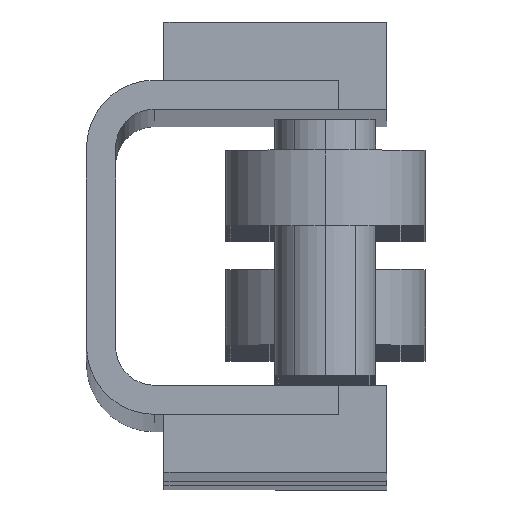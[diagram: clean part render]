
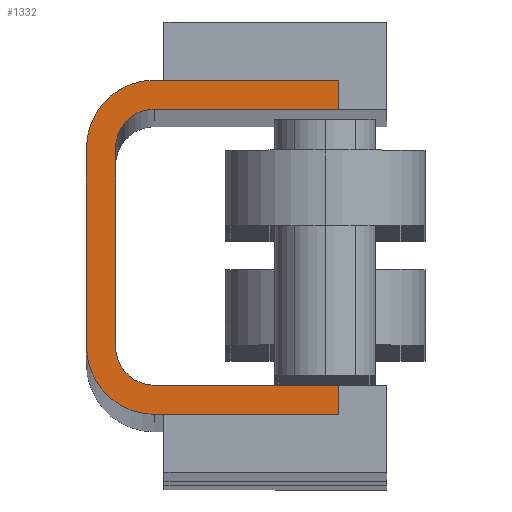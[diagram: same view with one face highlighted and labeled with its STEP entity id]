
A CAD part, top view. The second image highlights one B-rep face of the part: STEP entity #1332.
In plain terms, the highlighted planar face has unit normal (0, 0, 1).
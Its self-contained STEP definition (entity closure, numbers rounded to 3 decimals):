
#12 = VERTEX_POINT ( 'NONE', #1528 ) ;
#35 = VERTEX_POINT ( 'NONE', #874 ) ;
#41 = VERTEX_POINT ( 'NONE', #2342 ) ;
#49 = DIRECTION ( 'NONE',  ( 0., 1., 0. ) ) ;
#120 = VERTEX_POINT ( 'NONE', #2611 ) ;
#125 = EDGE_CURVE ( 'NONE', #417, #1015, #2253, .T. ) ;
#132 = ORIENTED_EDGE ( 'NONE', *, *, #1773, .T. ) ;
#166 = DIRECTION ( 'NONE',  ( -1., 0., 0. ) ) ;
#174 = LINE ( 'NONE', #749, #1179 ) ;
#242 = EDGE_CURVE ( 'NONE', #694, #1836, #956, .T. ) ;
#273 = LINE ( 'NONE', #2151, #1189 ) ;
#288 = ORIENTED_EDGE ( 'NONE', *, *, #2247, .T. ) ;
#295 = ORIENTED_EDGE ( 'NONE', *, *, #242, .F. ) ;
#314 = CARTESIAN_POINT ( 'NONE',  ( 26., -14.25, 0. ) ) ;
#372 = ORIENTED_EDGE ( 'NONE', *, *, #1624, .T. ) ;
#375 = DIRECTION ( 'NONE',  ( 1., 0., 0. ) ) ;
#376 = EDGE_CURVE ( 'NONE', #12, #1111, #623, .T. ) ;
#417 = VERTEX_POINT ( 'NONE', #470 ) ;
#448 = AXIS2_PLACEMENT_3D ( 'NONE', #823, #2489, #604 ) ;
#459 = VERTEX_POINT ( 'NONE', #662 ) ;
#470 = CARTESIAN_POINT ( 'NONE',  ( 3., 10.25, 0. ) ) ;
#482 = CARTESIAN_POINT ( 'NONE',  ( 26., 14.25, 0. ) ) ;
#486 = ORIENTED_EDGE ( 'NONE', *, *, #376, .F. ) ;
#494 = DIRECTION ( 'NONE',  ( 0., -1., 0. ) ) ;
#496 = DIRECTION ( 'NONE',  ( 1., 0., 0. ) ) ;
#516 = VERTEX_POINT ( 'NONE', #2574 ) ;
#540 = EDGE_CURVE ( 'NONE', #459, #417, #2324, .T. ) ;
#554 = DIRECTION ( 'NONE',  ( 0., -1., 0. ) ) ;
#586 = ORIENTED_EDGE ( 'NONE', *, *, #1517, .T. ) ;
#604 = DIRECTION ( 'NONE',  ( -1., 0., 0. ) ) ;
#623 = LINE ( 'NONE', #482, #630 ) ;
#630 = VECTOR ( 'NONE', #494, 1000. ) ;
#662 = CARTESIAN_POINT ( 'NONE',  ( 3., -10.25, 0. ) ) ;
#694 = VERTEX_POINT ( 'NONE', #314 ) ;
#704 = DIRECTION ( 'NONE',  ( -1., 0., 0. ) ) ;
#724 = CARTESIAN_POINT ( 'NONE',  ( 31., -14.25, 0. ) ) ;
#738 = CARTESIAN_POINT ( 'NONE',  ( 7., 10.25, 0. ) ) ;
#749 = CARTESIAN_POINT ( 'NONE',  ( 7., -17.25, 0. ) ) ;
#760 = CARTESIAN_POINT ( 'NONE',  ( 26., -14.25, 0. ) ) ;
#811 = FACE_OUTER_BOUND ( 'NONE', #1499, .T. ) ;
#823 = CARTESIAN_POINT ( 'NONE',  ( 7., 10.25, 0. ) ) ;
#874 = CARTESIAN_POINT ( 'NONE',  ( 7., -17.25, 0. ) ) ;
#891 = CARTESIAN_POINT ( 'NONE',  ( 7., 14.25, 0. ) ) ;
#892 = AXIS2_PLACEMENT_3D ( 'NONE', #2380, #1749, #496 ) ;
#904 = DIRECTION ( 'NONE',  ( 0., 0., -1. ) ) ;
#913 = CARTESIAN_POINT ( 'NONE',  ( 26., 14.25, 0. ) ) ;
#918 = LINE ( 'NONE', #724, #1716 ) ;
#956 = LINE ( 'NONE', #760, #1794 ) ;
#965 = AXIS2_PLACEMENT_3D ( 'NONE', #2178, #1037, #166 ) ;
#969 = CARTESIAN_POINT ( 'NONE',  ( 7., 17.25, 0. ) ) ;
#1009 = ORIENTED_EDGE ( 'NONE', *, *, #1152, .T. ) ;
#1015 = VERTEX_POINT ( 'NONE', #891 ) ;
#1037 = DIRECTION ( 'NONE',  ( 0., 0., -1. ) ) ;
#1111 = VERTEX_POINT ( 'NONE', #913 ) ;
#1145 = CIRCLE ( 'NONE', #892, 7. ) ;
#1152 = EDGE_CURVE ( 'NONE', #1015, #1111, #273, .T. ) ;
#1179 = VECTOR ( 'NONE', #375, 1000. ) ;
#1186 = DIRECTION ( 'NONE',  ( 0., 0., -1. ) ) ;
#1189 = VECTOR ( 'NONE', #1723, 1000. ) ;
#1198 = CARTESIAN_POINT ( 'NONE',  ( 8., 17.25, 0. ) ) ;
#1224 = AXIS2_PLACEMENT_3D ( 'NONE', #1312, #904, #704 ) ;
#1232 = EDGE_CURVE ( 'NONE', #41, #2279, #2519, .T. ) ;
#1238 = DIRECTION ( 'NONE',  ( 0., -1., 0. ) ) ;
#1312 = CARTESIAN_POINT ( 'NONE',  ( 7., -10.25, 0. ) ) ;
#1332 = ADVANCED_FACE ( 'NONE', ( #811 ), #1635, .F. ) ;
#1335 = ORIENTED_EDGE ( 'NONE', *, *, #125, .T. ) ;
#1432 = ORIENTED_EDGE ( 'NONE', *, *, #2163, .T. ) ;
#1499 = EDGE_LOOP ( 'NONE', ( #132, #295, #1432, #586, #2355, #1335, #1009, #486, #2357, #2584, #372, #288 ) ) ;
#1517 = EDGE_CURVE ( 'NONE', #516, #459, #2295, .T. ) ;
#1528 = CARTESIAN_POINT ( 'NONE',  ( 26., 17.25, 0. ) ) ;
#1577 = VECTOR ( 'NONE', #1578, 1000. ) ;
#1578 = DIRECTION ( 'NONE',  ( -1., 0., 0. ) ) ;
#1624 = EDGE_CURVE ( 'NONE', #41, #120, #2475, .T. ) ;
#1635 = PLANE ( 'NONE',  #448 ) ;
#1716 = VECTOR ( 'NONE', #2609, 1000. ) ;
#1723 = DIRECTION ( 'NONE',  ( 1., 0., 0. ) ) ;
#1749 = DIRECTION ( 'NONE',  ( 0., 0., 1. ) ) ;
#1752 = VECTOR ( 'NONE', #1238, 1000. ) ;
#1773 = EDGE_CURVE ( 'NONE', #35, #1836, #174, .T. ) ;
#1789 = DIRECTION ( 'NONE',  ( -1., 0., 0. ) ) ;
#1794 = VECTOR ( 'NONE', #554, 1000. ) ;
#1827 = CARTESIAN_POINT ( 'NONE',  ( 26., -17.25, 0. ) ) ;
#1836 = VERTEX_POINT ( 'NONE', #1827 ) ;
#1922 = CARTESIAN_POINT ( 'NONE',  ( 3., -10.25, 0. ) ) ;
#2074 = AXIS2_PLACEMENT_3D ( 'NONE', #738, #1186, #1789 ) ;
#2128 = VECTOR ( 'NONE', #49, 1000. ) ;
#2151 = CARTESIAN_POINT ( 'NONE',  ( 7., 14.25, 0. ) ) ;
#2163 = EDGE_CURVE ( 'NONE', #694, #516, #918, .T. ) ;
#2178 = CARTESIAN_POINT ( 'NONE',  ( 7., 10.25, 0. ) ) ;
#2224 = CARTESIAN_POINT ( 'NONE',  ( 0., 10.25, 0. ) ) ;
#2247 = EDGE_CURVE ( 'NONE', #120, #35, #1145, .T. ) ;
#2253 = CIRCLE ( 'NONE', #2074, 4. ) ;
#2278 = EDGE_CURVE ( 'NONE', #12, #2279, #2648, .T. ) ;
#2279 = VERTEX_POINT ( 'NONE', #969 ) ;
#2295 = CIRCLE ( 'NONE', #1224, 4. ) ;
#2324 = LINE ( 'NONE', #1922, #2128 ) ;
#2342 = CARTESIAN_POINT ( 'NONE',  ( 0., 10.25, 0. ) ) ;
#2355 = ORIENTED_EDGE ( 'NONE', *, *, #540, .T. ) ;
#2357 = ORIENTED_EDGE ( 'NONE', *, *, #2278, .T. ) ;
#2380 = CARTESIAN_POINT ( 'NONE',  ( 7., -10.25, 0. ) ) ;
#2475 = LINE ( 'NONE', #2224, #1752 ) ;
#2489 = DIRECTION ( 'NONE',  ( 0., 0., -1. ) ) ;
#2519 = CIRCLE ( 'NONE', #965, 7. ) ;
#2574 = CARTESIAN_POINT ( 'NONE',  ( 7., -14.25, 0. ) ) ;
#2584 = ORIENTED_EDGE ( 'NONE', *, *, #1232, .F. ) ;
#2609 = DIRECTION ( 'NONE',  ( -1., 0., 0. ) ) ;
#2611 = CARTESIAN_POINT ( 'NONE',  ( 0., -10.25, 0. ) ) ;
#2648 = LINE ( 'NONE', #1198, #1577 ) ;
